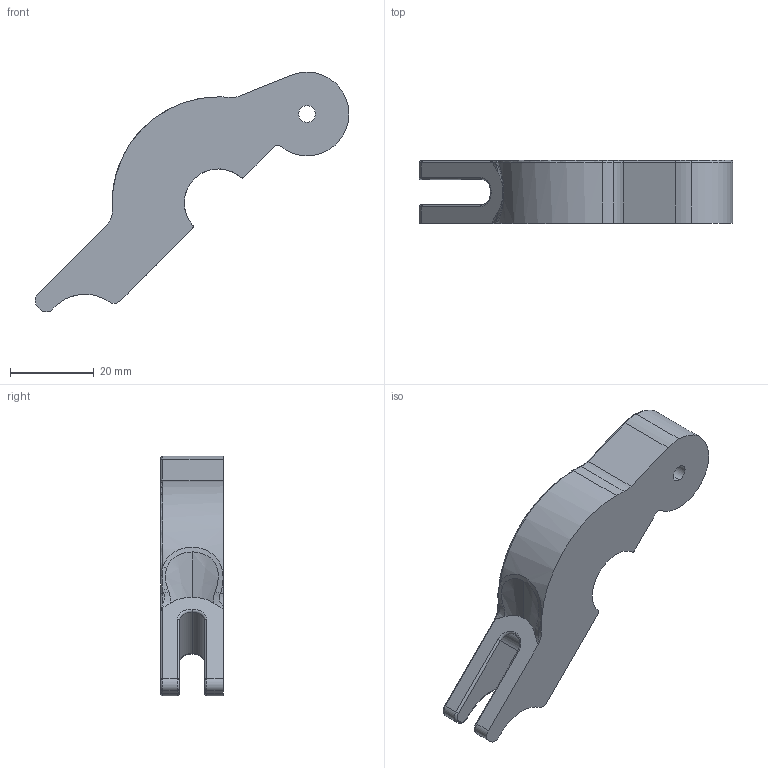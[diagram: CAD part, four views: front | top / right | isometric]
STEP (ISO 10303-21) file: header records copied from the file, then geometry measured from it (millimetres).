
FILE_DESCRIPTION (( 'STEP AP214' ), '1' );
FILE_NAME ('Lower_Syringe_Holder_Part-2.STEP', '2024-06-20T07:58:40', ( '' ), ( '' ), 'SwSTEP 2.0', 'SolidWorks 2024', '' );
FILE_SCHEMA (( 'AUTOMOTIVE_DESIGN' ));
Length unit declared in the file: millimetre
Products named in the file (1): Lower_Syringe_Holder_Part-2
Bounding box: 74.92 x 15 x 57.25 mm (x, y, z)
Volume: 17473.9 mm3; surface area: 6595.5 mm2
Topology: 1 solids, 1 shells, 122 faces, 300 edges, 175 vertices
Faces by surface type: cylinder 57, torus 30, plane 16, sphere 9, bspline 8, cone 2
Entity records: 4021 total; most frequent: CARTESIAN_POINT 1154, DIRECTION 652, ORIENTED_EDGE 586, EDGE_CURVE 293, AXIS2_PLACEMENT_3D 279, VERTEX_POINT 173, CIRCLE 164, EDGE_LOOP 124
